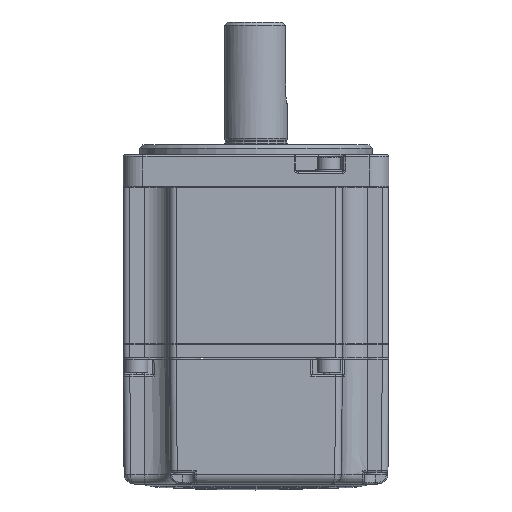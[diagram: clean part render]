
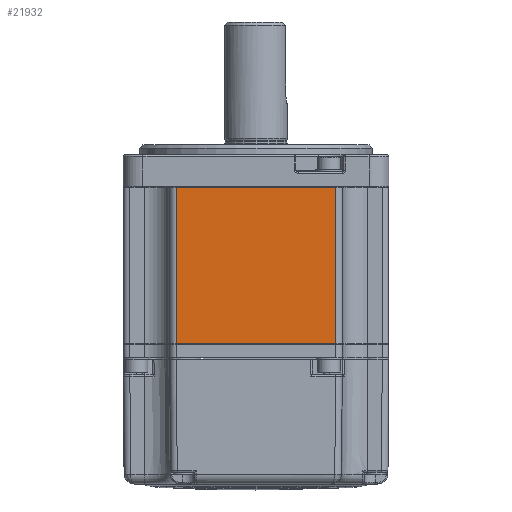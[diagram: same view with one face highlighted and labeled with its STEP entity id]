
A CAD part, front view. The second image highlights one B-rep face of the part: STEP entity #21932.
In plain terms, the highlighted planar face has unit normal (0, -1, 0).
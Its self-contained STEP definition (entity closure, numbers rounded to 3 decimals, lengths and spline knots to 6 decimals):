
#1542=PLANE('',#25257);
#2497=FACE_OUTER_BOUND('',#3700,.T.);
#3700=EDGE_LOOP('',(#17839,#17840,#17841,#17842));
#5321=LINE('',#51994,#7278);
#5327=LINE('',#52010,#7284);
#5456=LINE('',#52827,#7413);
#5457=LINE('',#52829,#7414);
#7278=VECTOR('',#29452,0.048);
#7284=VECTOR('',#29466,0.048);
#7413=VECTOR('',#29785,0.0471);
#7414=VECTOR('',#29788,0.0471);
#10185=VERTEX_POINT('',#51987);
#10187=VERTEX_POINT('',#51993);
#10188=VERTEX_POINT('',#51997);
#10193=VERTEX_POINT('',#52008);
#12972=EDGE_CURVE('',#10185,#10187,#5321,.T.);
#12980=EDGE_CURVE('',#10193,#10188,#5327,.T.);
#13161=EDGE_CURVE('',#10187,#10193,#5456,.T.);
#13162=EDGE_CURVE('',#10188,#10185,#5457,.T.);
#17839=ORIENTED_EDGE('',*,*,#12972,.F.);
#17840=ORIENTED_EDGE('',*,*,#13162,.F.);
#17841=ORIENTED_EDGE('',*,*,#12980,.F.);
#17842=ORIENTED_EDGE('',*,*,#13161,.F.);
#21932=ADVANCED_FACE('',(#2497),#1542,.F.);
#25257=AXIS2_PLACEMENT_3D('',#52828,#29786,#29787);
#29452=DIRECTION('',(-1.,0.,0.));
#29466=DIRECTION('',(1.,0.,0.));
#29785=DIRECTION('',(0.,0.,1.));
#29786=DIRECTION('center_axis',(0.,1.,0.));
#29787=DIRECTION('ref_axis',(0.,0.,1.));
#29788=DIRECTION('',(0.,0.,-1.));
#51987=CARTESIAN_POINT('',(0.024,-0.04,0.0012));
#51993=CARTESIAN_POINT('',(-0.024,-0.04,0.0012));
#51994=CARTESIAN_POINT('',(0.024,-0.04,0.0012));
#51997=CARTESIAN_POINT('',(0.024,-0.04,0.0483));
#52008=CARTESIAN_POINT('',(-0.024,-0.04,0.0483));
#52010=CARTESIAN_POINT('',(-0.024,-0.04,0.0483));
#52827=CARTESIAN_POINT('',(-0.024,-0.04,0.0012));
#52828=CARTESIAN_POINT('Origin',(0.,-0.04,0.0495));
#52829=CARTESIAN_POINT('',(0.024,-0.04,0.0483));
